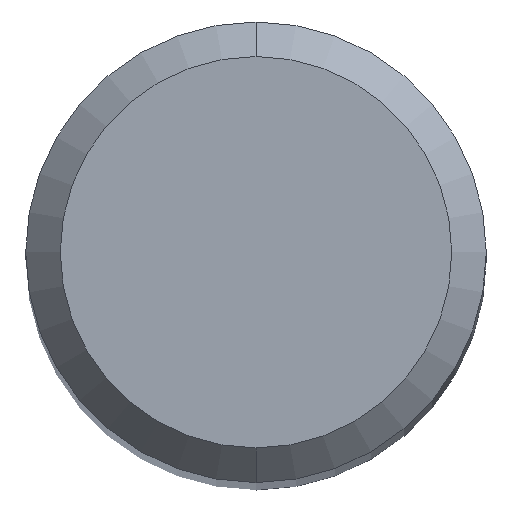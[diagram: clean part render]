
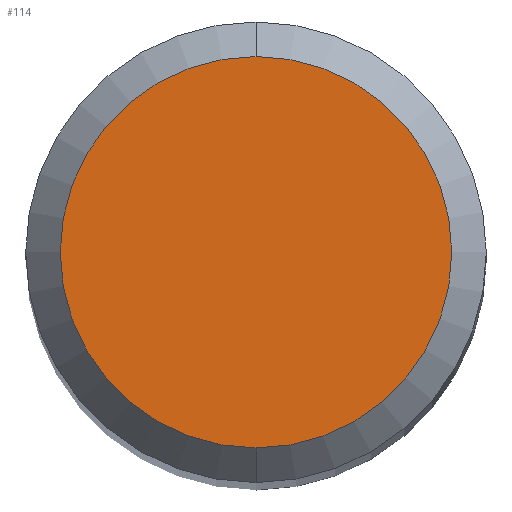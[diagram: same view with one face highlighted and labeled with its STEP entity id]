
A CAD part, top view. The second image highlights one B-rep face of the part: STEP entity #114.
In plain terms, the highlighted planar face has unit normal (0, 0, 1).
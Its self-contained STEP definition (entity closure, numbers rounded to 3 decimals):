
#114=ADVANCED_FACE('',(#260),#261,.T.);
#128=EDGE_CURVE('',#178,#192,#276,.T.);
#158=EDGE_CURVE('',#192,#178,#310,.T.);
#178=VERTEX_POINT('',#333);
#192=VERTEX_POINT('',#348);
#260=FACE_OUTER_BOUND('',#413,.T.);
#261=PLANE('',#414);
#276=CIRCLE('',#436,1.7);
#310=CIRCLE('',#483,1.7);
#333=CARTESIAN_POINT('',(0.,-1.7,0.0));
#348=CARTESIAN_POINT('',(0.0,1.7,0.0));
#413=EDGE_LOOP('',(#592,#593));
#414=AXIS2_PLACEMENT_3D('',#594,#595,#596);
#436=AXIS2_PLACEMENT_3D('',#618,#619,#620);
#483=AXIS2_PLACEMENT_3D('',#667,#668,#669);
#592=ORIENTED_EDGE('',*,*,#158,.F.);
#593=ORIENTED_EDGE('',*,*,#128,.F.);
#594=CARTESIAN_POINT('',(0.0,0.85,0.0));
#595=DIRECTION('',(-0.0,0.0,1.0));
#596=DIRECTION('',(0.0,-1.0,0.0));
#618=CARTESIAN_POINT('',(0.0,0.0,0.0));
#619=DIRECTION('',(0.0,0.0,-1.0));
#620=DIRECTION('',(0.0,1.0,0.0));
#667=CARTESIAN_POINT('',(0.0,0.0,0.0));
#668=DIRECTION('',(0.0,0.0,-1.0));
#669=DIRECTION('',(0.0,1.0,0.0));
